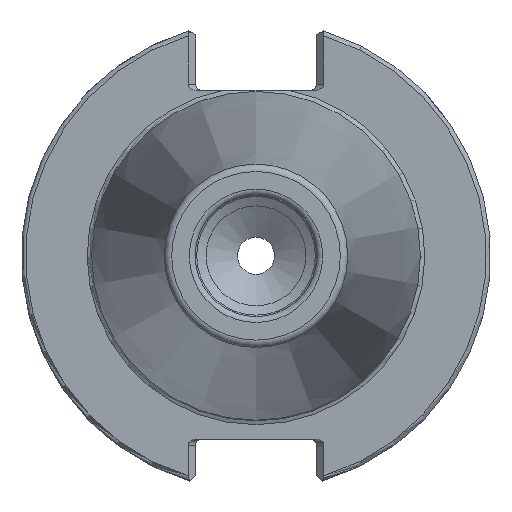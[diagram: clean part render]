
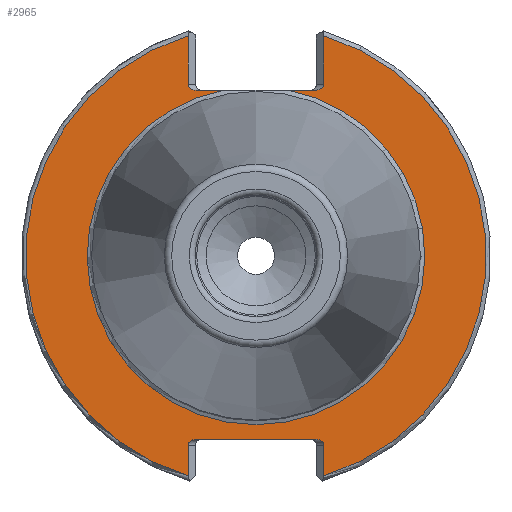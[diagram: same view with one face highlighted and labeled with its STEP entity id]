
A CAD part, left-side view. The second image highlights one B-rep face of the part: STEP entity #2965.
In plain terms, the highlighted planar face has unit normal (-1, 0, 0).
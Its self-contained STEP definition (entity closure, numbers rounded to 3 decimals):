
#14 = CARTESIAN_POINT ( 'NONE',  ( 3.175, 9.18, -25.6 ) ) ;
#104 = CARTESIAN_POINT ( 'NONE',  ( 3.175, -9.18, 23.2 ) ) ;
#129 = CARTESIAN_POINT ( 'NONE',  ( 3.175, -8.049, 22.4 ) ) ;
#182 = CARTESIAN_POINT ( 'NONE',  ( 3.175, -8.049, -24.8 ) ) ;
#211 = LINE ( 'NONE', #3950, #2539 ) ;
#281 = LINE ( 'NONE', #468, #1214 ) ;
#297 = CARTESIAN_POINT ( 'NONE',  ( 3.175, 22.825, 22.4 ) ) ;
#338 = CARTESIAN_POINT ( 'NONE',  ( 3.175, 0., 0. ) ) ;
#343 = ORIENTED_EDGE ( 'NONE', *, *, #1923, .T. ) ;
#402 = DIRECTION ( 'NONE',  ( 0., 0., 1. ) ) ;
#409 = CARTESIAN_POINT ( 'NONE',  ( 3.175, -9.18, -25.6 ) ) ;
#411 = LINE ( 'NONE', #297, #2224 ) ;
#449 = CARTESIAN_POINT ( 'NONE',  ( 3.175, 0., 0. ) ) ;
#468 = CARTESIAN_POINT ( 'NONE',  ( 3.175, -9.18, 0. ) ) ;
#482 = ORIENTED_EDGE ( 'NONE', *, *, #1327, .T. ) ;
#507 = AXIS2_PLACEMENT_3D ( 'NONE', #449, #2250, #1073 ) ;
#544 = VERTEX_POINT ( 'NONE', #2958 ) ;
#587 = VECTOR ( 'NONE', #1723, 1000. ) ;
#594 = VERTEX_POINT ( 'NONE', #2343 ) ;
#615 = CARTESIAN_POINT ( 'NONE',  ( 3.175, 9.18, -29.767 ) ) ;
#630 = VERTEX_POINT ( 'NONE', #409 ) ;
#679 = CIRCLE ( 'NONE', #2325, 31.15 ) ;
#705 = CARTESIAN_POINT ( 'NONE',  ( 3.175, 9.18, 0. ) ) ;
#725 = CIRCLE ( 'NONE', #753, 31.15 ) ;
#753 = AXIS2_PLACEMENT_3D ( 'NONE', #338, #2682, #3929 ) ;
#769 = EDGE_CURVE ( 'NONE', #3407, #1457, #3751, .T. ) ;
#770 = ORIENTED_EDGE ( 'NONE', *, *, #2258, .T. ) ;
#796 = EDGE_CURVE ( 'NONE', #1349, #630, #2890, .T. ) ;
#802 = CARTESIAN_POINT ( 'NONE',  ( 3.175, 8.049, -24.8 ) ) ;
#818 = EDGE_LOOP ( 'NONE', ( #1921, #2827, #482, #770, #3162, #2713, #3154, #1646, #3063, #1833, #343, #1048, #2010, #1543 ) ) ;
#848 = CARTESIAN_POINT ( 'NONE',  ( 3.175, 9.18, 23.2 ) ) ;
#856 = CARTESIAN_POINT ( 'NONE',  ( 3.175, -4.384, 22.4 ) ) ;
#887 = CARTESIAN_POINT ( 'NONE',  ( 3.175, 9.18, -25.131 ) ) ;
#889 = DIRECTION ( 'NONE',  ( 0., 1., 0. ) ) ;
#971 = CARTESIAN_POINT ( 'NONE',  ( 3.175, -9.18, 23.2 ) ) ;
#986 = CARTESIAN_POINT ( 'NONE',  ( 3.175, -9.18, 29.767 ) ) ;
#991 = EDGE_CURVE ( 'NONE', #2254, #1334, #2523, .T. ) ;
#1010 = CARTESIAN_POINT ( 'NONE',  ( 3.175, 4.384, 22.4 ) ) ;
#1032 = VERTEX_POINT ( 'NONE', #615 ) ;
#1048 = ORIENTED_EDGE ( 'NONE', *, *, #2805, .T. ) ;
#1072 = CARTESIAN_POINT ( 'NONE',  ( 3.175, -9.18, -25.6 ) ) ;
#1073 = DIRECTION ( 'NONE',  ( 0., 0., 1. ) ) ;
#1085 = CARTESIAN_POINT ( 'NONE',  ( 3.175, -8.711, -24.8 ) ) ;
#1113 = VERTEX_POINT ( 'NONE', #986 ) ;
#1193 = VERTEX_POINT ( 'NONE', #1010 ) ;
#1214 = VECTOR ( 'NONE', #3869, 1000. ) ;
#1294 =( BOUNDED_CURVE ( )  B_SPLINE_CURVE ( 3, ( #3131, #3169, #2242, #3150 ),
 .UNSPECIFIED., .F., .F. ) 
 B_SPLINE_CURVE_WITH_KNOTS ( ( 4, 4 ),
 ( 4.712, 6.283 ),
 .UNSPECIFIED. ) 
 CURVE ( )  GEOMETRIC_REPRESENTATION_ITEM ( )  RATIONAL_B_SPLINE_CURVE ( ( 1., 0.805, 0.805, 1. ) ) 
 REPRESENTATION_ITEM ( '' )  );
#1327 = EDGE_CURVE ( 'NONE', #1334, #1640, #1878, .T. ) ;
#1334 = VERTEX_POINT ( 'NONE', #802 ) ;
#1349 = VERTEX_POINT ( 'NONE', #2359 ) ;
#1442 = EDGE_CURVE ( 'NONE', #3407, #1032, #725, .T. ) ;
#1457 = VERTEX_POINT ( 'NONE', #848 ) ;
#1464 = DIRECTION ( 'NONE',  ( 0., 0., 1. ) ) ;
#1543 = ORIENTED_EDGE ( 'NONE', *, *, #1442, .T. ) ;
#1569 = EDGE_CURVE ( 'NONE', #1349, #1113, #679, .T. ) ;
#1640 = VERTEX_POINT ( 'NONE', #2198 ) ;
#1646 = ORIENTED_EDGE ( 'NONE', *, *, #3337, .T. ) ;
#1657 = DIRECTION ( 'NONE',  ( 0., 0., 1. ) ) ;
#1679 = VERTEX_POINT ( 'NONE', #104 ) ;
#1723 = DIRECTION ( 'NONE',  ( 0., -1., 0. ) ) ;
#1737 = DIRECTION ( 'NONE',  ( 0., 0., -1. ) ) ;
#1827 = CARTESIAN_POINT ( 'NONE',  ( 3.175, 8.049, -24.8 ) ) ;
#1833 = ORIENTED_EDGE ( 'NONE', *, *, #3436, .F. ) ;
#1878 = LINE ( 'NONE', #3585, #587 ) ;
#1900 = EDGE_CURVE ( 'NONE', #1032, #2254, #211, .T. ) ;
#1921 = ORIENTED_EDGE ( 'NONE', *, *, #1900, .T. ) ;
#1923 = EDGE_CURVE ( 'NONE', #1193, #594, #3400, .T. ) ;
#1924 = VERTEX_POINT ( 'NONE', #856 ) ;
#2010 = ORIENTED_EDGE ( 'NONE', *, *, #769, .F. ) ;
#2039 = CIRCLE ( 'NONE', #507, 22.825 ) ;
#2116 = CARTESIAN_POINT ( 'NONE',  ( 3.175, 8.711, -24.8 ) ) ;
#2178 = CARTESIAN_POINT ( 'NONE',  ( 3.175, 0., 0. ) ) ;
#2198 = CARTESIAN_POINT ( 'NONE',  ( 3.175, -8.049, -24.8 ) ) ;
#2211 = VECTOR ( 'NONE', #1657, 1000. ) ;
#2224 = VECTOR ( 'NONE', #889, 1000. ) ;
#2242 = CARTESIAN_POINT ( 'NONE',  ( 3.175, 9.18, 22.731 ) ) ;
#2250 = DIRECTION ( 'NONE',  ( -1., 0., 0. ) ) ;
#2254 = VERTEX_POINT ( 'NONE', #2284 ) ;
#2258 = EDGE_CURVE ( 'NONE', #1640, #630, #3026, .T. ) ;
#2284 = CARTESIAN_POINT ( 'NONE',  ( 3.175, 9.18, -25.6 ) ) ;
#2325 = AXIS2_PLACEMENT_3D ( 'NONE', #2178, #2821, #402 ) ;
#2343 = CARTESIAN_POINT ( 'NONE',  ( 3.175, 8.049, 22.4 ) ) ;
#2357 =( BOUNDED_CURVE ( )  B_SPLINE_CURVE ( 3, ( #971, #3734, #3157, #129 ),
 .UNSPECIFIED., .F., .F. ) 
 B_SPLINE_CURVE_WITH_KNOTS ( ( 4, 4 ),
 ( 3.142, 4.712 ),
 .UNSPECIFIED. ) 
 CURVE ( )  GEOMETRIC_REPRESENTATION_ITEM ( )  RATIONAL_B_SPLINE_CURVE ( ( 1., 0.805, 0.805, 1. ) ) 
 REPRESENTATION_ITEM ( '' )  );
#2359 = CARTESIAN_POINT ( 'NONE',  ( 3.175, -9.18, -29.767 ) ) ;
#2397 = DIRECTION ( 'NONE',  ( 0., 1., 0. ) ) ;
#2523 =( BOUNDED_CURVE ( )  B_SPLINE_CURVE ( 3, ( #14, #887, #2116, #1827 ),
 .UNSPECIFIED., .F., .F. ) 
 B_SPLINE_CURVE_WITH_KNOTS ( ( 4, 4 ),
 ( 3.142, 4.712 ),
 .UNSPECIFIED. ) 
 CURVE ( )  GEOMETRIC_REPRESENTATION_ITEM ( )  RATIONAL_B_SPLINE_CURVE ( ( 1., 0.805, 0.805, 1. ) ) 
 REPRESENTATION_ITEM ( '' )  );
#2538 = EDGE_CURVE ( 'NONE', #544, #1924, #411, .T. ) ;
#2539 = VECTOR ( 'NONE', #1464, 1000. ) ;
#2574 = CARTESIAN_POINT ( 'NONE',  ( 3.175, -9.18, -31.75 ) ) ;
#2682 = DIRECTION ( 'NONE',  ( -1., 0., 0. ) ) ;
#2713 = ORIENTED_EDGE ( 'NONE', *, *, #1569, .T. ) ;
#2750 = VECTOR ( 'NONE', #3794, 1000. ) ;
#2805 = EDGE_CURVE ( 'NONE', #594, #1457, #1294, .T. ) ;
#2821 = DIRECTION ( 'NONE',  ( -1., 0., 0. ) ) ;
#2827 = ORIENTED_EDGE ( 'NONE', *, *, #991, .T. ) ;
#2874 = EDGE_CURVE ( 'NONE', #1679, #1113, #281, .T. ) ;
#2890 = LINE ( 'NONE', #2574, #2211 ) ;
#2958 = CARTESIAN_POINT ( 'NONE',  ( 3.175, -8.049, 22.4 ) ) ;
#2965 = ADVANCED_FACE ( 'NONE', ( #3758 ), #3249, .F. ) ;
#3026 =( BOUNDED_CURVE ( )  B_SPLINE_CURVE ( 3, ( #182, #1085, #3228, #1072 ),
 .UNSPECIFIED., .F., .F. ) 
 B_SPLINE_CURVE_WITH_KNOTS ( ( 4, 4 ),
 ( 4.712, 6.283 ),
 .UNSPECIFIED. ) 
 CURVE ( )  GEOMETRIC_REPRESENTATION_ITEM ( )  RATIONAL_B_SPLINE_CURVE ( ( 1., 0.805, 0.805, 1. ) ) 
 REPRESENTATION_ITEM ( '' )  );
#3063 = ORIENTED_EDGE ( 'NONE', *, *, #2538, .T. ) ;
#3131 = CARTESIAN_POINT ( 'NONE',  ( 3.175, 8.049, 22.4 ) ) ;
#3150 = CARTESIAN_POINT ( 'NONE',  ( 3.175, 9.18, 23.2 ) ) ;
#3154 = ORIENTED_EDGE ( 'NONE', *, *, #2874, .F. ) ;
#3157 = CARTESIAN_POINT ( 'NONE',  ( 3.175, -8.711, 22.4 ) ) ;
#3162 = ORIENTED_EDGE ( 'NONE', *, *, #796, .F. ) ;
#3169 = CARTESIAN_POINT ( 'NONE',  ( 3.175, 8.711, 22.4 ) ) ;
#3228 = CARTESIAN_POINT ( 'NONE',  ( 3.175, -9.18, -25.131 ) ) ;
#3249 = PLANE ( 'NONE',  #3956 ) ;
#3337 = EDGE_CURVE ( 'NONE', #1679, #544, #2357, .T. ) ;
#3400 = LINE ( 'NONE', #3653, #3895 ) ;
#3407 = VERTEX_POINT ( 'NONE', #3438 ) ;
#3436 = EDGE_CURVE ( 'NONE', #1193, #1924, #2039, .T. ) ;
#3438 = CARTESIAN_POINT ( 'NONE',  ( 3.175, 9.18, 29.767 ) ) ;
#3540 = CARTESIAN_POINT ( 'NONE',  ( 3.175, 22.825, 0. ) ) ;
#3569 = DIRECTION ( 'NONE',  ( 1., 0., 0. ) ) ;
#3585 = CARTESIAN_POINT ( 'NONE',  ( 3.175, -9.18, -24.8 ) ) ;
#3653 = CARTESIAN_POINT ( 'NONE',  ( 3.175, 22.825, 22.4 ) ) ;
#3734 = CARTESIAN_POINT ( 'NONE',  ( 3.175, -9.18, 22.731 ) ) ;
#3751 = LINE ( 'NONE', #705, #2750 ) ;
#3758 = FACE_OUTER_BOUND ( 'NONE', #818, .T. ) ;
#3794 = DIRECTION ( 'NONE',  ( 0., 0., -1. ) ) ;
#3869 = DIRECTION ( 'NONE',  ( 0., 0., 1. ) ) ;
#3895 = VECTOR ( 'NONE', #2397, 1000. ) ;
#3929 = DIRECTION ( 'NONE',  ( 0., 0., 1. ) ) ;
#3950 = CARTESIAN_POINT ( 'NONE',  ( 3.175, 9.18, -31.75 ) ) ;
#3956 = AXIS2_PLACEMENT_3D ( 'NONE', #3540, #3569, #1737 ) ;
